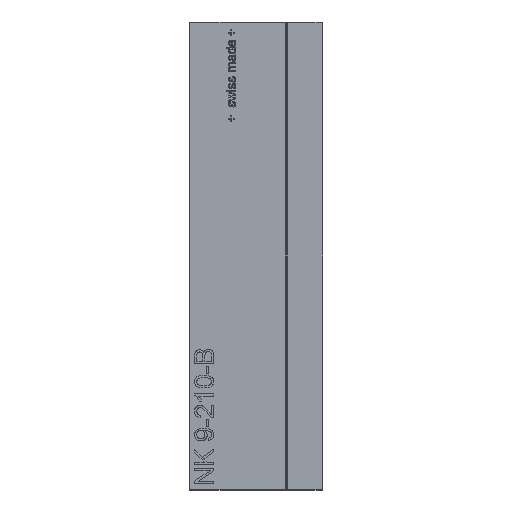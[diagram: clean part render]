
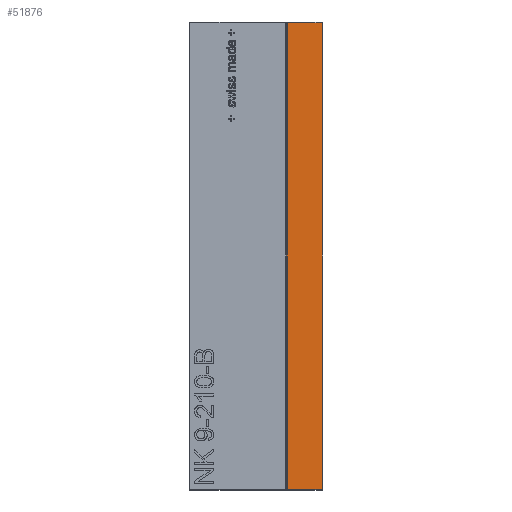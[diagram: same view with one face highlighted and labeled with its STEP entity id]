
A CAD part, left-side view. The second image highlights one B-rep face of the part: STEP entity #51876.
In plain terms, the highlighted planar face has unit normal (-1, 0, 0).
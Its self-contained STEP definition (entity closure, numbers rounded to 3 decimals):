
#51634 = EDGE_CURVE('',#51635,#51637,#51639,.T.);
#51635 = VERTEX_POINT('',#51636);
#51636 = CARTESIAN_POINT('',(-72.5,16.,0.3));
#51637 = VERTEX_POINT('',#51638);
#51638 = CARTESIAN_POINT('',(-72.5,16.,209.7));
#51639 = SURFACE_CURVE('',#51640,(#51644,#51656),.PCURVE_S1.);
#51640 = LINE('',#51641,#51642);
#51641 = CARTESIAN_POINT('',(-72.5,16.,0.));
#51642 = VECTOR('',#51643,1.);
#51643 = DIRECTION('',(0.,0.,1.));
#51644 = PCURVE('',#51645,#51650);
#51645 = PLANE('',#51646);
#51646 = AXIS2_PLACEMENT_3D('',#51647,#51648,#51649);
#51647 = CARTESIAN_POINT('',(-38.99,16.,0.));
#51648 = DIRECTION('',(0.,-1.,0.));
#51649 = DIRECTION('',(-1.,0.,0.));
#51650 = DEFINITIONAL_REPRESENTATION('',(#51651),#51655);
#51651 = LINE('',#51652,#51653);
#51652 = CARTESIAN_POINT('',(33.51,0.));
#51653 = VECTOR('',#51654,1.);
#51654 = DIRECTION('',(0.,-1.));
#51655 = ( GEOMETRIC_REPRESENTATION_CONTEXT(2) 
PARAMETRIC_REPRESENTATION_CONTEXT() REPRESENTATION_CONTEXT('2D SPACE',''
  ) );
#51656 = PCURVE('',#51657,#51662);
#51657 = PLANE('',#51658);
#51658 = AXIS2_PLACEMENT_3D('',#51659,#51660,#51661);
#51659 = CARTESIAN_POINT('',(-72.5,0.,0.));
#51660 = DIRECTION('',(-1.,0.,0.));
#51661 = DIRECTION('',(0.,1.,0.));
#51662 = DEFINITIONAL_REPRESENTATION('',(#51663),#51667);
#51663 = LINE('',#51664,#51665);
#51664 = CARTESIAN_POINT('',(16.,0.));
#51665 = VECTOR('',#51666,1.);
#51666 = DIRECTION('',(0.,-1.));
#51667 = ( GEOMETRIC_REPRESENTATION_CONTEXT(2) 
PARAMETRIC_REPRESENTATION_CONTEXT() REPRESENTATION_CONTEXT('2D SPACE',''
  ) );
#51685 = PLANE('',#51686);
#51686 = AXIS2_PLACEMENT_3D('',#51687,#51688,#51689);
#51687 = CARTESIAN_POINT('',(-72.35,0.,0.15));
#51688 = DIRECTION('',(0.707,0.,
    0.707));
#51689 = DIRECTION('',(0.,-1.,0.));
#51795 = PLANE('',#51796);
#51796 = AXIS2_PLACEMENT_3D('',#51797,#51798,#51799);
#51797 = CARTESIAN_POINT('',(-72.35,0.,209.85));
#51798 = DIRECTION('',(-0.707,0.,
    0.707));
#51799 = DIRECTION('',(0.,-1.,0.));
#51876 = ADVANCED_FACE('',(#51877),#51657,.T.);
#51877 = FACE_BOUND('',#51878,.T.);
#51878 = EDGE_LOOP('',(#51879,#51880,#51903,#51931));
#51879 = ORIENTED_EDGE('',*,*,#51634,.F.);
#51880 = ORIENTED_EDGE('',*,*,#51881,.F.);
#51881 = EDGE_CURVE('',#51882,#51635,#51884,.T.);
#51882 = VERTEX_POINT('',#51883);
#51883 = CARTESIAN_POINT('',(-72.5,0.3,0.3));
#51884 = SURFACE_CURVE('',#51885,(#51889,#51896),.PCURVE_S1.);
#51885 = LINE('',#51886,#51887);
#51886 = CARTESIAN_POINT('',(-72.5,0.,0.3));
#51887 = VECTOR('',#51888,1.);
#51888 = DIRECTION('',(0.,1.,0.));
#51889 = PCURVE('',#51657,#51890);
#51890 = DEFINITIONAL_REPRESENTATION('',(#51891),#51895);
#51891 = LINE('',#51892,#51893);
#51892 = CARTESIAN_POINT('',(0.,-0.3));
#51893 = VECTOR('',#51894,1.);
#51894 = DIRECTION('',(1.,0.));
#51895 = ( GEOMETRIC_REPRESENTATION_CONTEXT(2) 
PARAMETRIC_REPRESENTATION_CONTEXT() REPRESENTATION_CONTEXT('2D SPACE',''
  ) );
#51896 = PCURVE('',#51685,#51897);
#51897 = DEFINITIONAL_REPRESENTATION('',(#51898),#51902);
#51898 = LINE('',#51899,#51900);
#51899 = CARTESIAN_POINT('',(0.,-0.212));
#51900 = VECTOR('',#51901,1.);
#51901 = DIRECTION('',(-1.,0.));
#51902 = ( GEOMETRIC_REPRESENTATION_CONTEXT(2) 
PARAMETRIC_REPRESENTATION_CONTEXT() REPRESENTATION_CONTEXT('2D SPACE',''
  ) );
#51903 = ORIENTED_EDGE('',*,*,#51904,.T.);
#51904 = EDGE_CURVE('',#51882,#51905,#51907,.T.);
#51905 = VERTEX_POINT('',#51906);
#51906 = CARTESIAN_POINT('',(-72.5,0.3,209.7));
#51907 = SURFACE_CURVE('',#51908,(#51912,#51919),.PCURVE_S1.);
#51908 = LINE('',#51909,#51910);
#51909 = CARTESIAN_POINT('',(-72.5,0.3,0.));
#51910 = VECTOR('',#51911,1.);
#51911 = DIRECTION('',(0.,0.,1.));
#51912 = PCURVE('',#51657,#51913);
#51913 = DEFINITIONAL_REPRESENTATION('',(#51914),#51918);
#51914 = LINE('',#51915,#51916);
#51915 = CARTESIAN_POINT('',(0.3,0.));
#51916 = VECTOR('',#51917,1.);
#51917 = DIRECTION('',(0.,-1.));
#51918 = ( GEOMETRIC_REPRESENTATION_CONTEXT(2) 
PARAMETRIC_REPRESENTATION_CONTEXT() REPRESENTATION_CONTEXT('2D SPACE',''
  ) );
#51919 = PCURVE('',#51920,#51925);
#51920 = PLANE('',#51921);
#51921 = AXIS2_PLACEMENT_3D('',#51922,#51923,#51924);
#51922 = CARTESIAN_POINT('',(-72.35,0.15,0.));
#51923 = DIRECTION('',(0.707,0.707,
    0.));
#51924 = DIRECTION('',(0.,0.,1.));
#51925 = DEFINITIONAL_REPRESENTATION('',(#51926),#51930);
#51926 = LINE('',#51927,#51928);
#51927 = CARTESIAN_POINT('',(0.,-0.212));
#51928 = VECTOR('',#51929,1.);
#51929 = DIRECTION('',(1.,0.));
#51930 = ( GEOMETRIC_REPRESENTATION_CONTEXT(2) 
PARAMETRIC_REPRESENTATION_CONTEXT() REPRESENTATION_CONTEXT('2D SPACE',''
  ) );
#51931 = ORIENTED_EDGE('',*,*,#51932,.T.);
#51932 = EDGE_CURVE('',#51905,#51637,#51933,.T.);
#51933 = SURFACE_CURVE('',#51934,(#51938,#51945),.PCURVE_S1.);
#51934 = LINE('',#51935,#51936);
#51935 = CARTESIAN_POINT('',(-72.5,0.,209.7));
#51936 = VECTOR('',#51937,1.);
#51937 = DIRECTION('',(0.,1.,0.));
#51938 = PCURVE('',#51657,#51939);
#51939 = DEFINITIONAL_REPRESENTATION('',(#51940),#51944);
#51940 = LINE('',#51941,#51942);
#51941 = CARTESIAN_POINT('',(0.,-209.7));
#51942 = VECTOR('',#51943,1.);
#51943 = DIRECTION('',(1.,0.));
#51944 = ( GEOMETRIC_REPRESENTATION_CONTEXT(2) 
PARAMETRIC_REPRESENTATION_CONTEXT() REPRESENTATION_CONTEXT('2D SPACE',''
  ) );
#51945 = PCURVE('',#51795,#51946);
#51946 = DEFINITIONAL_REPRESENTATION('',(#51947),#51951);
#51947 = LINE('',#51948,#51949);
#51948 = CARTESIAN_POINT('',(0.,-0.212));
#51949 = VECTOR('',#51950,1.);
#51950 = DIRECTION('',(-1.,0.));
#51951 = ( GEOMETRIC_REPRESENTATION_CONTEXT(2) 
PARAMETRIC_REPRESENTATION_CONTEXT() REPRESENTATION_CONTEXT('2D SPACE',''
  ) );
